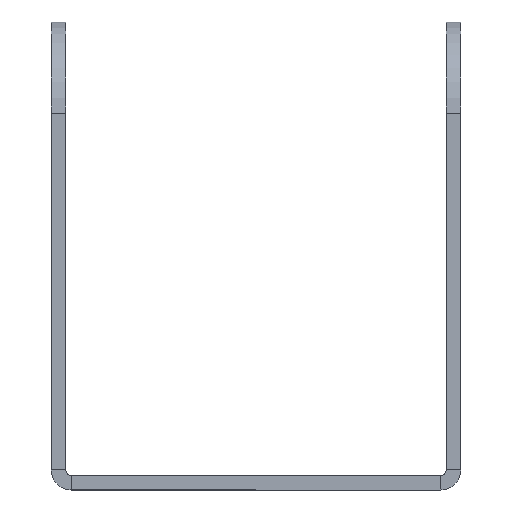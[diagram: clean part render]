
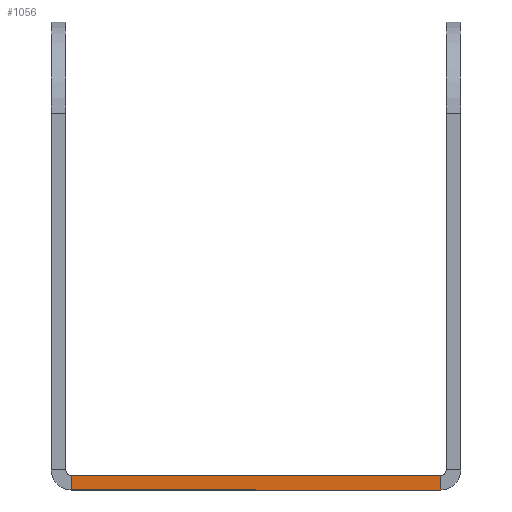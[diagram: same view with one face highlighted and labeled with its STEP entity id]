
A CAD part, front view. The second image highlights one B-rep face of the part: STEP entity #1056.
In plain terms, the highlighted planar face has unit normal (0, -1, 0).
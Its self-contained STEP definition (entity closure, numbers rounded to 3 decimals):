
#25 = DIRECTION ( 'NONE',  ( 0., 0., -1. ) ) ;
#108 = ORIENTED_EDGE ( 'NONE', *, *, #736, .T. ) ;
#154 = VERTEX_POINT ( 'NONE', #2168 ) ;
#219 = LINE ( 'NONE', #1731, #574 ) ;
#455 = CARTESIAN_POINT ( 'NONE',  ( 52.263, -25., 0. ) ) ;
#472 = CARTESIAN_POINT ( 'NONE',  ( 52.263, -25., -2. ) ) ;
#534 = LINE ( 'NONE', #1380, #2101 ) ;
#546 = AXIS2_PLACEMENT_3D ( 'NONE', #561, #902, #25 ) ;
#561 = CARTESIAN_POINT ( 'NONE',  ( 0., -25., -2. ) ) ;
#574 = VECTOR ( 'NONE', #717, 1000. ) ;
#590 = VERTEX_POINT ( 'NONE', #455 ) ;
#647 = LINE ( 'NONE', #1152, #1943 ) ;
#665 = DIRECTION ( 'NONE',  ( 1., 0., 0. ) ) ;
#701 = ORIENTED_EDGE ( 'NONE', *, *, #891, .F. ) ;
#712 = ORIENTED_EDGE ( 'NONE', *, *, #1987, .F. ) ;
#717 = DIRECTION ( 'NONE',  ( 1., 0., 0. ) ) ;
#727 = VERTEX_POINT ( 'NONE', #472 ) ;
#736 = EDGE_CURVE ( 'NONE', #154, #727, #647, .T. ) ;
#745 = EDGE_LOOP ( 'NONE', ( #701, #712, #1087, #108 ) ) ;
#863 = EDGE_CURVE ( 'NONE', #1461, #154, #1728, .T. ) ;
#883 = PLANE ( 'NONE',  #546 ) ;
#891 = EDGE_CURVE ( 'NONE', #590, #727, #534, .T. ) ;
#902 = DIRECTION ( 'NONE',  ( 0., -1., 0. ) ) ;
#1056 = ADVANCED_FACE ( 'NONE', ( #1331 ), #883, .T. ) ;
#1087 = ORIENTED_EDGE ( 'NONE', *, *, #863, .T. ) ;
#1150 = CARTESIAN_POINT ( 'NONE',  ( 1.737, -25., 0. ) ) ;
#1152 = CARTESIAN_POINT ( 'NONE',  ( 0., -25., -2. ) ) ;
#1331 = FACE_OUTER_BOUND ( 'NONE', #745, .T. ) ;
#1380 = CARTESIAN_POINT ( 'NONE',  ( 52.263, -25., 0. ) ) ;
#1461 = VERTEX_POINT ( 'NONE', #1150 ) ;
#1530 = DIRECTION ( 'NONE',  ( 0., 0., -1. ) ) ;
#1709 = DIRECTION ( 'NONE',  ( 0., 0., -1. ) ) ;
#1728 = LINE ( 'NONE', #1833, #1836 ) ;
#1731 = CARTESIAN_POINT ( 'NONE',  ( 0., -25., 0. ) ) ;
#1833 = CARTESIAN_POINT ( 'NONE',  ( 1.737, -25., 0. ) ) ;
#1836 = VECTOR ( 'NONE', #1709, 1000. ) ;
#1943 = VECTOR ( 'NONE', #665, 1000. ) ;
#1987 = EDGE_CURVE ( 'NONE', #1461, #590, #219, .T. ) ;
#2101 = VECTOR ( 'NONE', #1530, 1000. ) ;
#2168 = CARTESIAN_POINT ( 'NONE',  ( 1.737, -25., -2. ) ) ;
